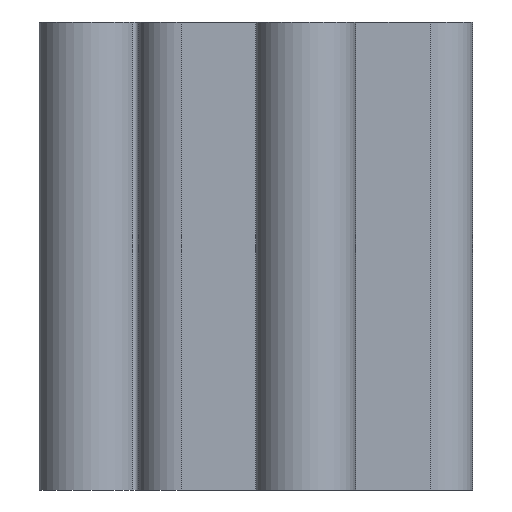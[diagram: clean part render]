
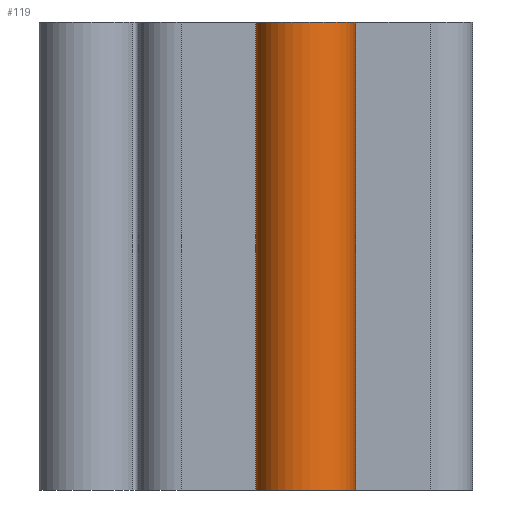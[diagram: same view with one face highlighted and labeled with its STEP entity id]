
A CAD part, left-side view. The second image highlights one B-rep face of the part: STEP entity #119.
In plain terms, the highlighted cylindrical face has radius 2.983 mm (diameter 5.967 mm), a partial arc.
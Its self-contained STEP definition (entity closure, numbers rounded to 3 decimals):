
#119 = ADVANCED_FACE( '', ( #302 ), #303, .T. );
#302 = FACE_OUTER_BOUND( '', #551, .T. );
#303 = CYLINDRICAL_SURFACE( '', #552, 2.984 );
#551 = EDGE_LOOP( '', ( #838, #839, #840, #841 ) );
#552 = AXIS2_PLACEMENT_3D( '', #842, #843, #844 );
#838 = ORIENTED_EDGE( '', *, *, #1576, .T. );
#839 = ORIENTED_EDGE( '', *, *, #1565, .F. );
#840 = ORIENTED_EDGE( '', *, *, #1577, .F. );
#841 = ORIENTED_EDGE( '', *, *, #1578, .T. );
#842 = CARTESIAN_POINT( '', ( -80.984, 10., 14. ) );
#843 = DIRECTION( '', ( 0., 0., 1. ) );
#844 = DIRECTION( '', ( -1., 0., 0. ) );
#1565 = EDGE_CURVE( '', #1892, #1888, #1894, .T. );
#1576 = EDGE_CURVE( '', #1911, #1888, #1912, .T. );
#1577 = EDGE_CURVE( '', #1913, #1892, #1914, .T. );
#1578 = EDGE_CURVE( '', #1913, #1911, #1915, .T. );
#1888 = VERTEX_POINT( '', #2422 );
#1892 = VERTEX_POINT( '', #2427 );
#1894 = LINE( '', #2429, #2430 );
#1911 = VERTEX_POINT( '', #2452 );
#1912 = CIRCLE( '', #2453, 2.984 );
#1913 = VERTEX_POINT( '', #2454 );
#1914 = CIRCLE( '', #2455, 2.984 );
#1915 = LINE( '', #2456, #2457 );
#2422 = CARTESIAN_POINT( '', ( -78.375, 8.552, -14. ) );
#2427 = CARTESIAN_POINT( '', ( -78.375, 8.552, 14. ) );
#2429 = CARTESIAN_POINT( '', ( -78.375, 8.552, 14. ) );
#2430 = VECTOR( '', #3190, 1000. );
#2452 = CARTESIAN_POINT( '', ( -78.375, 11.448, -14. ) );
#2453 = AXIS2_PLACEMENT_3D( '', #3202, #3203, #3204 );
#2454 = CARTESIAN_POINT( '', ( -78.375, 11.448, 14. ) );
#2455 = AXIS2_PLACEMENT_3D( '', #3205, #3206, #3207 );
#2456 = CARTESIAN_POINT( '', ( -78.375, 11.448, 14. ) );
#2457 = VECTOR( '', #3208, 1000. );
#3190 = DIRECTION( '', ( 0., 0., -1. ) );
#3202 = CARTESIAN_POINT( '', ( -80.984, 10., -14. ) );
#3203 = DIRECTION( '', ( 0., 0., 1. ) );
#3204 = DIRECTION( '', ( 1., 0., 0. ) );
#3205 = CARTESIAN_POINT( '', ( -80.984, 10., 14. ) );
#3206 = DIRECTION( '', ( 0., 0., 1. ) );
#3207 = DIRECTION( '', ( 1., 0., 0. ) );
#3208 = DIRECTION( '', ( 0., 0., -1. ) );
